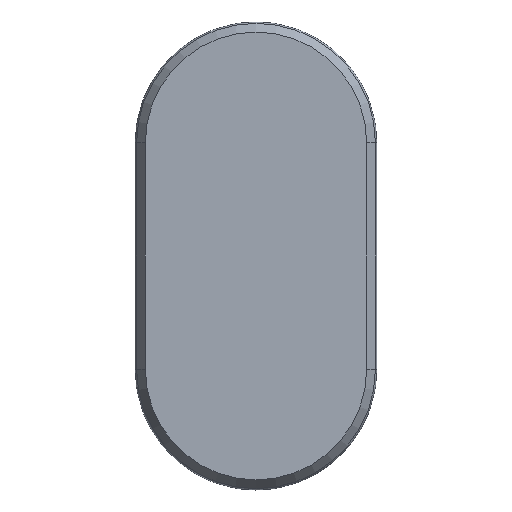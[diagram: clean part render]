
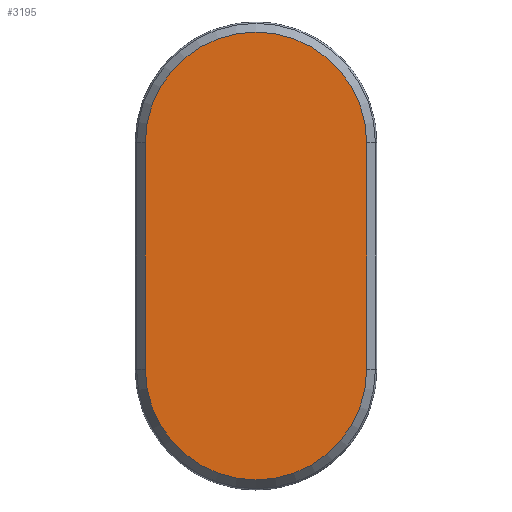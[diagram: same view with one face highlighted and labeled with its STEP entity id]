
A CAD part, front view. The second image highlights one B-rep face of the part: STEP entity #3195.
In plain terms, the highlighted planar face has unit normal (0, -1, 0).
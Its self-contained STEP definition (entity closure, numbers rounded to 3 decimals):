
#233=FACE_OUTER_BOUND('',#424,.T.);
#424=EDGE_LOOP('',(#2076,#2077,#2078,#2079));
#620=LINE('',#4669,#874);
#621=LINE('',#4672,#875);
#874=VECTOR('',#3747,10.);
#875=VECTOR('',#3750,10.);
#1128=CIRCLE('',#3409,14.656);
#1129=CIRCLE('',#3410,14.656);
#1270=VERTEX_POINT('',#4665);
#1271=VERTEX_POINT('',#4666);
#1272=VERTEX_POINT('',#4668);
#1273=VERTEX_POINT('',#4670);
#1572=EDGE_CURVE('',#1270,#1271,#1128,.T.);
#1573=EDGE_CURVE('',#1270,#1272,#620,.T.);
#1574=EDGE_CURVE('',#1272,#1273,#1129,.T.);
#1575=EDGE_CURVE('',#1271,#1273,#621,.T.);
#2076=ORIENTED_EDGE('',*,*,#1572,.F.);
#2077=ORIENTED_EDGE('',*,*,#1573,.T.);
#2078=ORIENTED_EDGE('',*,*,#1574,.T.);
#2079=ORIENTED_EDGE('',*,*,#1575,.F.);
#3084=PLANE('',#3408);
#3195=ADVANCED_FACE('',(#233),#3084,.T.);
#3408=AXIS2_PLACEMENT_3D('',#4664,#3743,#3744);
#3409=AXIS2_PLACEMENT_3D('',#4667,#3745,#3746);
#3410=AXIS2_PLACEMENT_3D('',#4671,#3748,#3749);
#3743=DIRECTION('center_axis',(0.,-1.,0.));
#3744=DIRECTION('ref_axis',(0.,0.,-1.));
#3745=DIRECTION('center_axis',(0.,1.,0.));
#3746=DIRECTION('ref_axis',(1.,0.,0.));
#3747=DIRECTION('',(0.,0.,1.));
#3748=DIRECTION('center_axis',(0.,-1.,0.));
#3749=DIRECTION('ref_axis',(1.,0.,0.));
#3750=DIRECTION('',(0.,0.,1.));
#4664=CARTESIAN_POINT('Origin',(14.656,0.,0.));
#4665=CARTESIAN_POINT('',(14.656,0.,-15.));
#4666=CARTESIAN_POINT('',(-14.656,0.,-15.));
#4667=CARTESIAN_POINT('Origin',(0.,0.,
-15.));
#4668=CARTESIAN_POINT('',(14.656,0.,15.));
#4669=CARTESIAN_POINT('',(14.656,0.,0.));
#4670=CARTESIAN_POINT('',(-14.656,0.,15.));
#4671=CARTESIAN_POINT('Origin',(0.,0.,
15.));
#4672=CARTESIAN_POINT('',(-14.656,0.,-15.));
